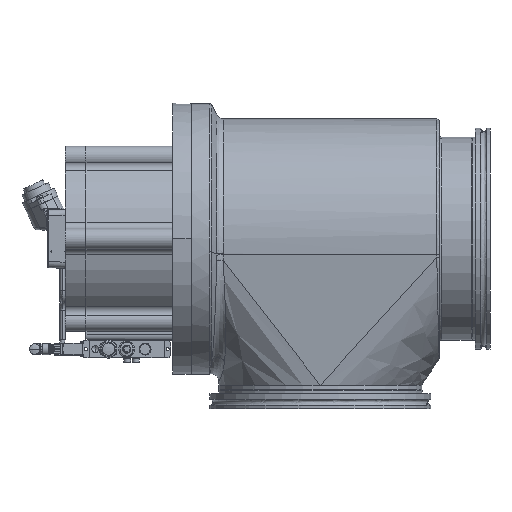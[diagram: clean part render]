
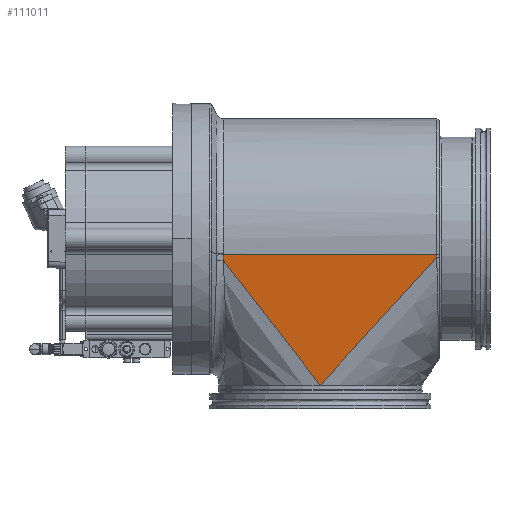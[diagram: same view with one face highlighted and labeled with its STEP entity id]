
A CAD part, front view. The second image highlights one B-rep face of the part: STEP entity #111011.
In plain terms, the highlighted planar face has unit normal (0, -0.991, -0.132).
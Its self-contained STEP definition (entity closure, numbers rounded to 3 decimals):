
#1671 = VECTOR ( 'NONE', #15797, 1000. ) ;
#2540 = EDGE_CURVE ( 'NONE', #41963, #66443, #140644, .T. ) ;
#4098 = CARTESIAN_POINT ( 'NONE',  ( 26.095, -96.029, -17.507 ) ) ;
#7393 = ORIENTED_EDGE ( 'NONE', *, *, #28618, .T. ) ;
#11221 = CARTESIAN_POINT ( 'NONE',  ( 26.149, -96.44, -14.423 ) ) ;
#12478 = CARTESIAN_POINT ( 'NONE',  ( 112.1, -96.645, -12.883 ) ) ;
#15797 = DIRECTION ( 'NONE',  ( 0.61, 0.105, -0.785 ) ) ;
#21840 = DIRECTION ( 'NONE',  ( 0., -0.132, 0.991 ) ) ;
#23641 = LINE ( 'NONE', #99730, #53243 ) ;
#28618 = EDGE_CURVE ( 'NONE', #133450, #138504, #23641, .T. ) ;
#31799 = VECTOR ( 'NONE', #46564, 1000. ) ;
#37619 = EDGE_CURVE ( 'NONE', #41963, #138504, #48236, .T. ) ;
#40226 = ORIENTED_EDGE ( 'NONE', *, *, #86803, .T. ) ;
#40423 = EDGE_LOOP ( 'NONE', ( #92535, #7393, #57880, #82027, #40226 ) ) ;
#41963 = VERTEX_POINT ( 'NONE', #77036 ) ;
#43502 = EDGE_CURVE ( 'NONE', #135118, #133450, #91072, .T. ) ;
#46564 = DIRECTION ( 'NONE',  ( 0.67, -0.098, 0.736 ) ) ;
#48236 = LINE ( 'NONE', #90453, #133639 ) ;
#53243 = VECTOR ( 'NONE', #21840, 1000. ) ;
#57161 = DIRECTION ( 'NONE',  ( 0., -0.991, -0.132 ) ) ;
#57880 = ORIENTED_EDGE ( 'NONE', *, *, #37619, .F. ) ;
#61613 = FACE_OUTER_BOUND ( 'NONE', #40423, .T. ) ;
#66443 = VERTEX_POINT ( 'NONE', #99852 ) ;
#77036 = CARTESIAN_POINT ( 'NONE',  ( 26.149, -96.645, -12.883 ) ) ;
#77862 = CARTESIAN_POINT ( 'NONE',  ( 26.131, -96.234, -15.964 ) ) ;
#82027 = ORIENTED_EDGE ( 'NONE', *, *, #2540, .T. ) ;
#86803 = EDGE_CURVE ( 'NONE', #66443, #135118, #87018, .T. ) ;
#87018 = LINE ( 'NONE', #4098, #1671 ) ;
#89079 = CARTESIAN_POINT ( 'NONE',  ( 26.149, -96.645, -12.883 ) ) ;
#90453 = CARTESIAN_POINT ( 'NONE',  ( 201.7, -96.645, -12.883 ) ) ;
#91072 = LINE ( 'NONE', #113327, #31799 ) ;
#92285 = CARTESIAN_POINT ( 'NONE',  ( 105., -82.5, -119. ) ) ;
#92535 = ORIENTED_EDGE ( 'NONE', *, *, #43502, .T. ) ;
#96832 = CARTESIAN_POINT ( 'NONE',  ( 199.7, -96.645, -12.883 ) ) ;
#99730 = CARTESIAN_POINT ( 'NONE',  ( 199.7, -96.645, -12.883 ) ) ;
#99852 = CARTESIAN_POINT ( 'NONE',  ( 26.095, -96.029, -17.507 ) ) ;
#100242 = CARTESIAN_POINT ( 'NONE',  ( 26.095, -96.029, -17.507 ) ) ;
#100695 = DIRECTION ( 'NONE',  ( 1., 0., 0. ) ) ;
#101486 = PLANE ( 'NONE',  #143972 ) ;
#111011 = ADVANCED_FACE ( 'NONE', ( #61613 ), #101486, .T. ) ;
#113327 = CARTESIAN_POINT ( 'NONE',  ( 105., -82.5, -119. ) ) ;
#115786 = CARTESIAN_POINT ( 'NONE',  ( 199.7, -96.353, -15.077 ) ) ;
#133450 = VERTEX_POINT ( 'NONE', #115786 ) ;
#133639 = VECTOR ( 'NONE', #100695, 1000. ) ;
#135089 = DIRECTION ( 'NONE',  ( 0., 0.132, -0.991 ) ) ;
#135118 = VERTEX_POINT ( 'NONE', #92285 ) ;
#138504 = VERTEX_POINT ( 'NONE', #96832 ) ;
#140644 = B_SPLINE_CURVE_WITH_KNOTS ( 'NONE', 3,
 ( #89079, #11221, #77862, #100242 ),
 .UNSPECIFIED., .F., .F.,
 ( 4, 4 ),
 ( 0., 1. ),
 .UNSPECIFIED. ) ;
#143972 = AXIS2_PLACEMENT_3D ( 'NONE', #12478, #57161, #135089 ) ;
